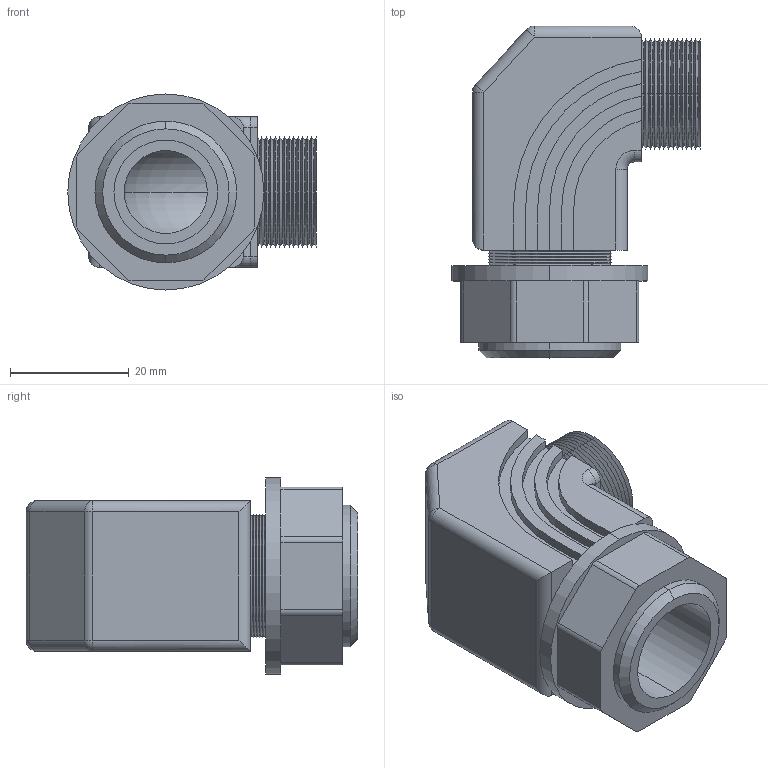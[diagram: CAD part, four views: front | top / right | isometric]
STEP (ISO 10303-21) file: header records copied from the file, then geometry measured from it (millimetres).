
FILE_DESCRIPTION (( 'STEP AP203' ), '1' );
FILE_NAME ('ET16AA-BK.STEP', '2010-05-25T20:33:27', ( 'Owner' ), ( '' ), 'SwSTEP 2.0', 'SolidWorks 2008', '' );
FILE_SCHEMA (( 'CONFIG_CONTROL_DESIGN' ));
Length unit declared in the file: inch
Products named in the file (1): ET16AA-BK
Bounding box: 41.83 x 55.88 x 33.02 mm (x, y, z)
Volume: 26013.6 mm3; surface area: 12825.8 mm2
Topology: 3 solids, 3 shells, 211 faces, 532 edges, 330 vertices
Faces by surface type: cone 100, cylinder 51, plane 50, torus 6, sphere 4
Entity records: 6601 total; most frequent: CARTESIAN_POINT 1268, DIRECTION 1200, ORIENTED_EDGE 1060, EDGE_CURVE 530, AXIS2_PLACEMENT_3D 466, VERTEX_POINT 330, VECTOR 268, LINE 268
